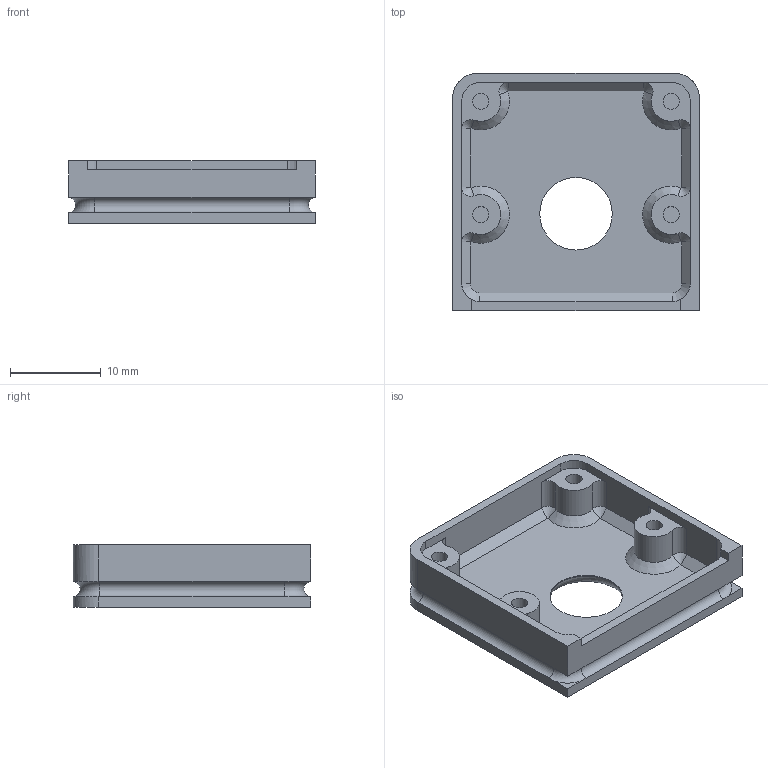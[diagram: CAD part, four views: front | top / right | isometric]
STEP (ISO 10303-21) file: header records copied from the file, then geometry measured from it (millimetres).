
FILE_DESCRIPTION(('FreeCAD Model'),'2;1');
FILE_NAME('cam_top2.step', '2019-04-08T00:01:00',('Anool'),('Wyolum'), 'Open CASCADE STEP processor 7.3','FreeCAD','Unknown');
FILE_SCHEMA(('AUTOMOTIVE_DESIGN { 1 0 10303 214 1 1 1 1 }'));
Length unit declared in the file: millimetre
Products named in the file (1): cam_top
Bounding box: 27.2 x 26.2 x 6.9 mm (x, y, z)
Volume: 1701.6 mm3; surface area: 2698.8 mm2
Topology: 1 solids, 1 shells, 84 faces, 213 edges, 135 vertices
Faces by surface type: plane 36, cylinder 29, cone 14, torus 5
Full cylindrical faces by diameter (mm): 1.8 x4, 8 x1
Entity records: 2766 total; most frequent: CARTESIAN_POINT 689, DIRECTION 439, ORIENTED_EDGE 426, EDGE_CURVE 213, AXIS2_PLACEMENT_3D 161, VERTEX_POINT 135, LINE 117, VECTOR 117
